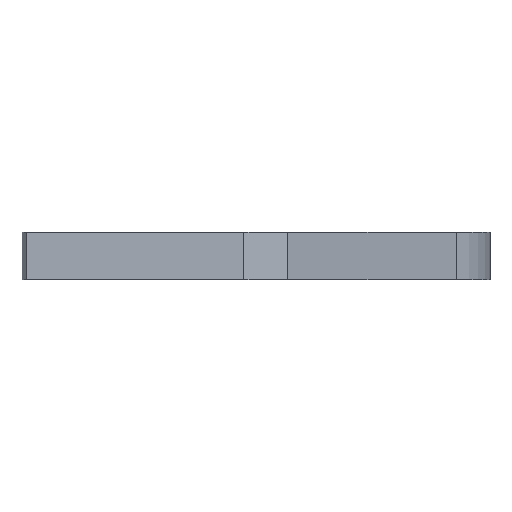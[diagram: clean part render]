
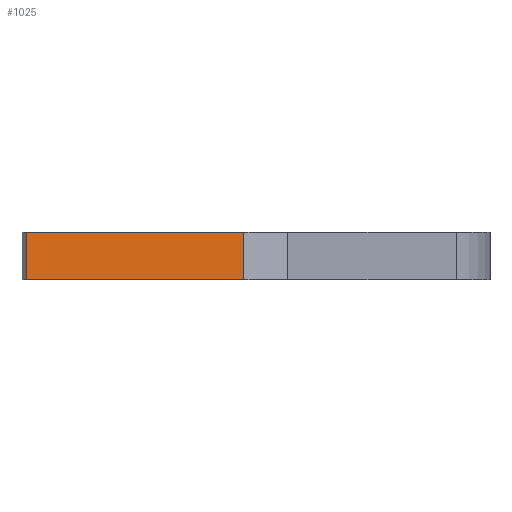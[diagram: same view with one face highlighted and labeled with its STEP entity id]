
A CAD part, left-side view. The second image highlights one B-rep face of the part: STEP entity #1025.
In plain terms, the highlighted planar face has unit normal (-0.998, -0.07, 0).
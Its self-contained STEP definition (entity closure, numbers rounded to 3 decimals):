
#299=FACE_OUTER_BOUND('',#346,.T.);
#346=EDGE_LOOP('',(#758,#759,#760,#761));
#410=LINE('',#1697,#469);
#412=LINE('',#1701,#471);
#413=LINE('',#1703,#472);
#414=LINE('',#1704,#473);
#469=VECTOR('',#1285,10.);
#471=VECTOR('',#1289,10.);
#472=VECTOR('',#1290,10.);
#473=VECTOR('',#1291,10.);
#525=VERTEX_POINT('',#1694);
#526=VERTEX_POINT('',#1696);
#527=VERTEX_POINT('',#1700);
#528=VERTEX_POINT('',#1702);
#618=EDGE_CURVE('',#526,#525,#410,.T.);
#620=EDGE_CURVE('',#527,#525,#412,.T.);
#621=EDGE_CURVE('',#528,#527,#413,.T.);
#622=EDGE_CURVE('',#526,#528,#414,.T.);
#758=ORIENTED_EDGE('',*,*,#620,.F.);
#759=ORIENTED_EDGE('',*,*,#621,.F.);
#760=ORIENTED_EDGE('',*,*,#622,.F.);
#761=ORIENTED_EDGE('',*,*,#618,.T.);
#1016=PLANE('',#1095);
#1025=ADVANCED_FACE('',(#299),#1016,.T.);
#1095=AXIS2_PLACEMENT_3D('',#1699,#1287,#1288);
#1285=DIRECTION('',(0.,0.,-1.));
#1287=DIRECTION('center_axis',(-0.998,-0.07,0.));
#1288=DIRECTION('ref_axis',(-0.07,0.998,0.));
#1289=DIRECTION('',(-0.07,0.998,0.));
#1290=DIRECTION('',(0.,0.,-1.));
#1291=DIRECTION('',(0.07,-0.998,0.));
#1694=CARTESIAN_POINT('',(-74.898,-22.778,0.));
#1696=CARTESIAN_POINT('',(-74.898,-22.778,5.));
#1697=CARTESIAN_POINT('',(-74.898,-22.778,5.));
#1699=CARTESIAN_POINT('Origin',(-73.291,-45.638,5.));
#1700=CARTESIAN_POINT('',(-73.291,-45.638,0.));
#1701=CARTESIAN_POINT('',(-73.28,-45.799,0.));
#1702=CARTESIAN_POINT('',(-73.291,-45.638,5.));
#1703=CARTESIAN_POINT('',(-73.291,-45.638,5.));
#1704=CARTESIAN_POINT('',(-74.898,-22.778,5.));
